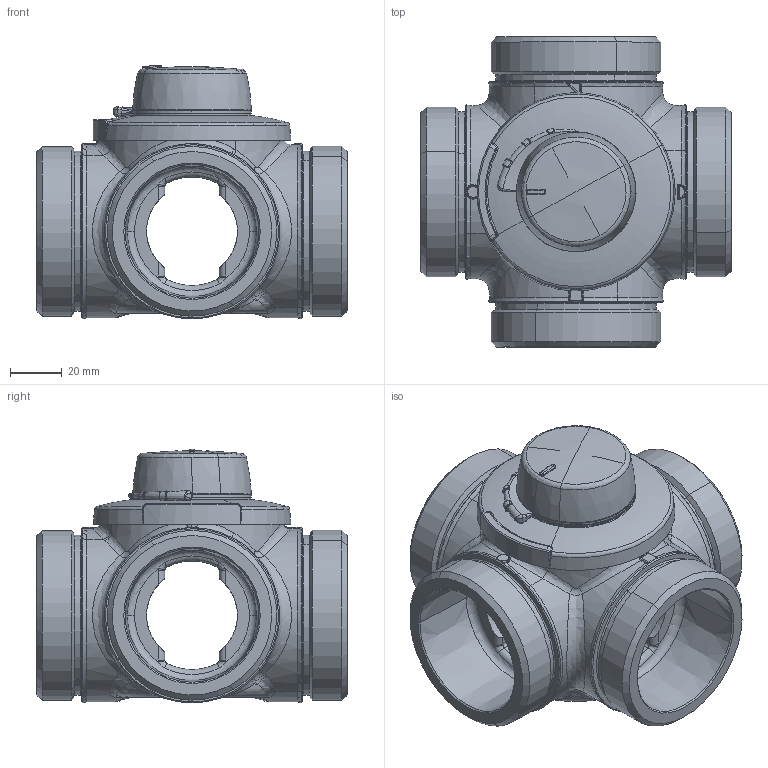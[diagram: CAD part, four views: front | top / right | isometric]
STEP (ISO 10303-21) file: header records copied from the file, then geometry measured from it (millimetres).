
FILE_DESCRIPTION(('CATIA V5 STEP Exchange'),'2;1');
FILE_NAME('VRG X42 DN50 NYA.stp','2009-09-16T10:42:17+00:00',('none'),('none'),'CATIA Version 5 Release 16 (IN-10)','CATIA V5 STEP AP214','none');
FILE_SCHEMA(('AUTOMOTIVE_DESIGN { 1 0 10303 214 1 1 1 1 }'));
Length unit declared in the file: millimetre
Products named in the file (5): Valve cpl; 7107-02; Cover; Knobwheel; Scale
Assembly tree (4 placements, depth 2):
  Valve cpl
    7107-02
    Cover
    Knobwheel
    Scale
Bounding box: 120 x 120 x 98.24 mm (x, y, z)
Volume: 276407.6 mm3; surface area: 100206.4 mm2
Topology: 5 solids, 5 shells, 1199 faces, 2953 edges, 1715 vertices
Faces by surface type: bspline 368, cylinder 341, plane 211, torus 119, cone 106, sphere 31, revolution 23
Entity records: 56368 total; most frequent: CARTESIAN_POINT 33195, ORIENTED_EDGE 5772, EDGE_CURVE 2886, DIRECTION 2733, VERTEX_POINT 1715, B_SPLINE_CURVE_WITH_KNOTS 1485, AXIS2_PLACEMENT_3D 1308, EDGE_LOOP 1235
